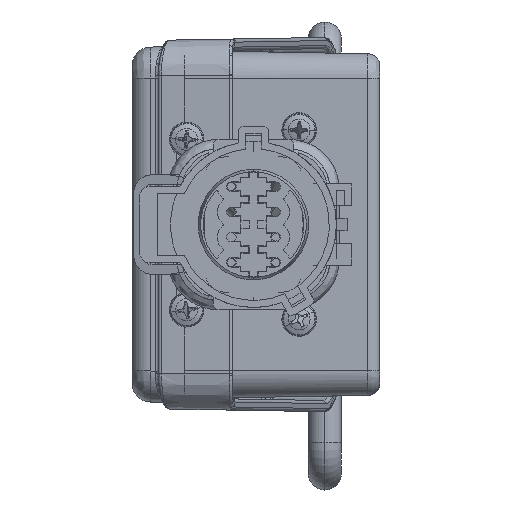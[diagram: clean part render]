
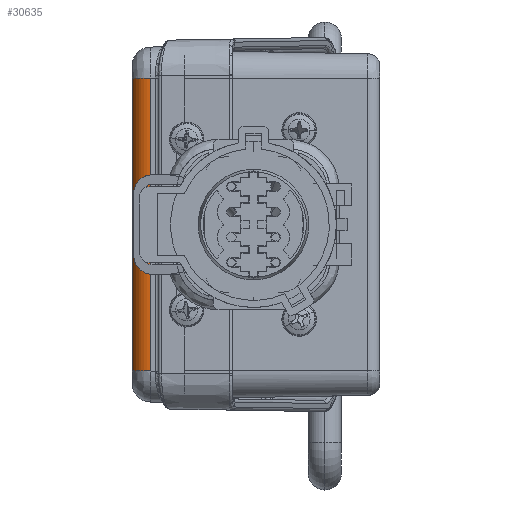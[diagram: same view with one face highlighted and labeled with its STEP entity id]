
A CAD part, left-side view. The second image highlights one B-rep face of the part: STEP entity #30635.
In plain terms, the highlighted cylindrical face has radius 3 mm (diameter 6 mm), a partial arc.
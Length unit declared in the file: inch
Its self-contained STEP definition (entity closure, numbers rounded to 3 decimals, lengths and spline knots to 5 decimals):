
#5398 = CARTESIAN_POINT ( 'NONE',  ( 0.00977, 1.45389, -2.0493 ) ) ;
#5401 = CARTESIAN_POINT ( 'NONE',  ( 0.00977, 1.45389, -0.19479 ) ) ;
#5405 = CARTESIAN_POINT ( 'NONE',  ( 0.12786, 1.56994, -2.0493 ) ) ;
#5411 = CARTESIAN_POINT ( 'NONE',  ( 0.12786, 1.56994, -0.19479 ) ) ;
#12427 = ORIENTED_EDGE ( 'NONE', *, *, #29454, .T. ) ;
#12431 = ORIENTED_EDGE ( 'NONE', *, *, #29456, .F. ) ;
#12435 = ORIENTED_EDGE ( 'NONE', *, *, #29458, .F. ) ;
#12439 = ORIENTED_EDGE ( 'NONE', *, *, #29452, .F. ) ;
#16304 = AXIS2_PLACEMENT_3D ( 'NONE', #37600, #37601, #37602 ) ;
#16305 = AXIS2_PLACEMENT_3D ( 'NONE', #37611, #37612, #37613 ) ;
#17085 = AXIS2_PLACEMENT_3D ( 'NONE', #32411, #32410, #32406 ) ;
#29452 = EDGE_CURVE ( 'NONE', #43927, #43924, #53908, .T. ) ;
#29454 = EDGE_CURVE ( 'NONE', #43927, #43937, #53906, .T. ) ;
#29456 = EDGE_CURVE ( 'NONE', #43931, #43937, #53911, .T. ) ;
#29458 = EDGE_CURVE ( 'NONE', #43924, #43931, #53912, .T. ) ;
#30635 = ADVANCED_FACE ( 'NONE', ( #47087 ), #47092, .T. ) ;
#32406 = DIRECTION ( 'NONE',  ( -1., 0., 0. ) ) ;
#32410 = DIRECTION ( 'NONE',  ( 0., 0., 1. ) ) ;
#32411 = CARTESIAN_POINT ( 'NONE',  ( 0.12786, 1.45183, -2.24409 ) ) ;
#37590 = CARTESIAN_POINT ( 'NONE',  ( 0.00977, 1.45389, -2.24409 ) ) ;
#37591 = DIRECTION ( 'NONE',  ( 0., 0., -1. ) ) ;
#37600 = CARTESIAN_POINT ( 'NONE',  ( 0.12786, 1.45183, -0.19479 ) ) ;
#37601 = DIRECTION ( 'NONE',  ( 0., 0., -1. ) ) ;
#37602 = DIRECTION ( 'NONE',  ( 0., 1., 0. ) ) ;
#37605 = CARTESIAN_POINT ( 'NONE',  ( 0.12786, 1.56994, -1.59449 ) ) ;
#37607 = DIRECTION ( 'NONE',  ( 0., 0., 1. ) ) ;
#37611 = CARTESIAN_POINT ( 'NONE',  ( 0.12786, 1.45183, -2.0493 ) ) ;
#37612 = DIRECTION ( 'NONE',  ( 0., 0., -1. ) ) ;
#37613 = DIRECTION ( 'NONE',  ( 0., 1., 0. ) ) ;
#43924 = VERTEX_POINT ( 'NONE', #5398 ) ;
#43927 = VERTEX_POINT ( 'NONE', #5401 ) ;
#43931 = VERTEX_POINT ( 'NONE', #5405 ) ;
#43937 = VERTEX_POINT ( 'NONE', #5411 ) ;
#47087 = FACE_OUTER_BOUND ( 'NONE', #48832, .T. ) ;
#47092 = CYLINDRICAL_SURFACE ( 'NONE', #17085, 0.11811 ) ;
#48832 = EDGE_LOOP ( 'NONE', ( #12427, #12431, #12435, #12439 ) ) ;
#53906 = CIRCLE ( 'NONE', #16304, 0.11811 ) ;
#53907 = VECTOR ( 'NONE', #37607, 39.37008 ) ;
#53908 = LINE ( 'NONE', #37590, #53909 ) ;
#53909 = VECTOR ( 'NONE', #37591, 39.37008 ) ;
#53911 = LINE ( 'NONE', #37605, #53907 ) ;
#53912 = CIRCLE ( 'NONE', #16305, 0.11811 ) ;
